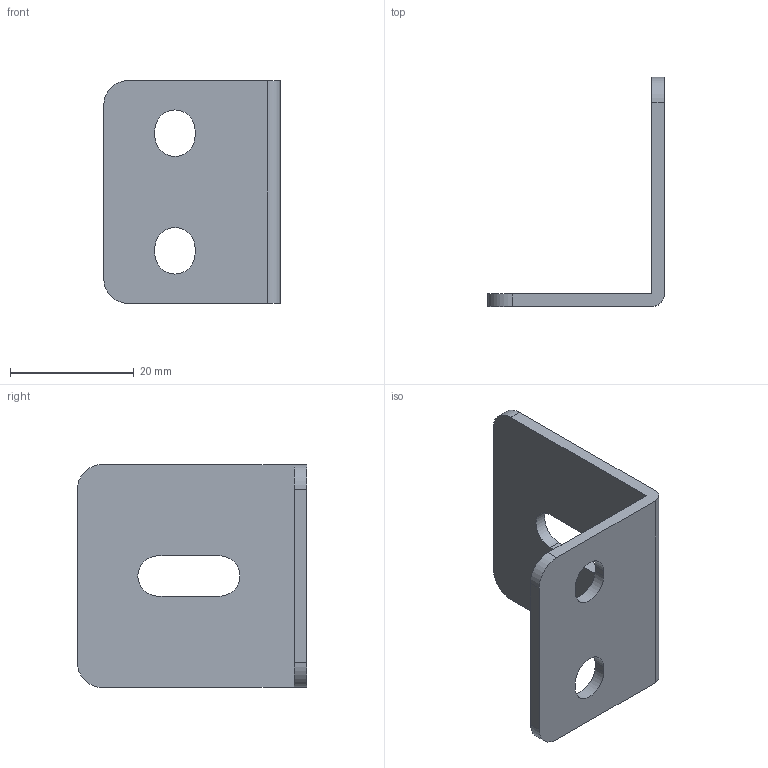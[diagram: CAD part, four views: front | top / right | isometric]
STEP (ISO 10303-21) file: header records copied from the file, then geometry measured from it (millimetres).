
FILE_DESCRIPTION((''),'2;1');
FILE_NAME('84-E1011-01R','2025-10-21T14:42:05',('candice.wang'),(''),'CREO PARAMETRIC BY PTC INC, 2018100','CREO PARAMETRIC BY PTC INC, 2018100','');
FILE_SCHEMA(('AUTOMOTIVE_DESIGN { 1 0 10303 214 1 1 1 1 }'));
Length unit declared in the file: millimetre
Products named in the file (1): 84-E1011-01R
Bounding box: 28.5 x 37 x 36 mm (x, y, z)
Volume: 4158.5 mm3; surface area: 4711.6 mm2
Topology: 1 solids, 1 shells, 25 faces, 69 edges, 46 vertices
Faces by surface type: plane 14, cylinder 11
Entity records: 1093 total; most frequent: CARTESIAN_POINT 142, DIRECTION 141, ORIENTED_EDGE 138, PRESENTATION_STYLE_ASSIGNMENT 70, STYLED_ITEM 70, CURVE_STYLE 69, EDGE_CURVE 69, AXIS2_PLACEMENT_3D 47
